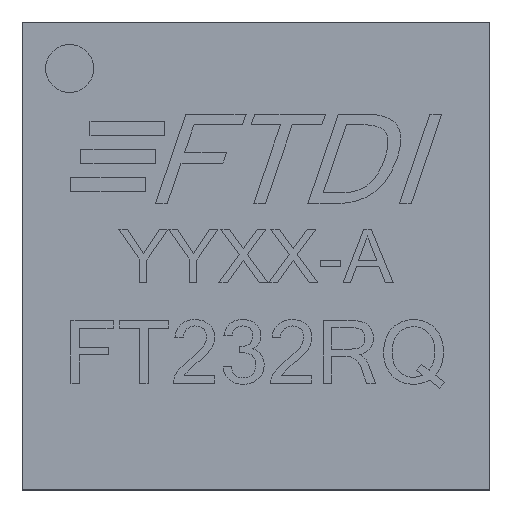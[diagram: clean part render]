
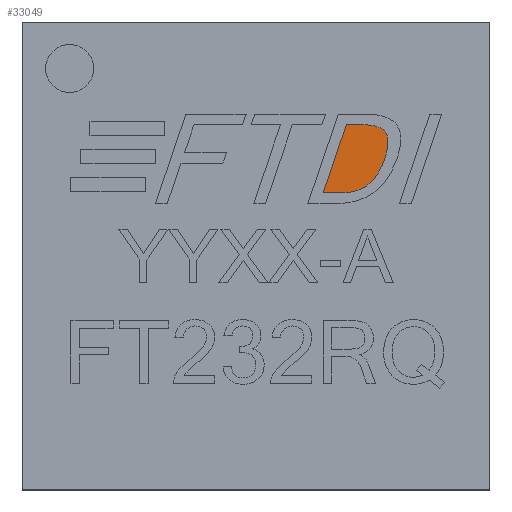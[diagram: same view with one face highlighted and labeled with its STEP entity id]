
A CAD part, top view. The second image highlights one B-rep face of the part: STEP entity #33049.
In plain terms, the highlighted planar face has unit normal (0, 0, 1).
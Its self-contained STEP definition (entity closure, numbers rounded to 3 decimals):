
#14812 = AXIS2_PLACEMENT_3D ( 'NONE', #14912, #14911, #14910 ) ;
#14855 = FACE_OUTER_BOUND ( 'NONE', #32958, .T. ) ;
#14890 = PLANE ( 'NONE',  #14812 ) ;
#14910 = DIRECTION ( 'NONE',  ( 1., 0., 0. ) ) ;
#14911 = DIRECTION ( 'NONE',  ( 0., 0., 1. ) ) ;
#14912 = CARTESIAN_POINT ( 'NONE',  ( 0., 0., 0.8 ) ) ;
#15148 = CARTESIAN_POINT ( 'NONE',  ( 1.401, -1.14, 0.8 ) ) ;
#15171 = CARTESIAN_POINT ( 'NONE',  ( 0.673, -0.806, 0.8 ) ) ;
#15172 = LINE ( 'NONE', #15171, #15214 ) ;
#15203 = DIRECTION ( 'NONE',  ( -0.947, 0.322, 0. ) ) ;
#15204 = VECTOR ( 'NONE', #15203, 1000. ) ;
#15205 = CARTESIAN_POINT ( 'NONE',  ( 1.037, -0.843, 0.8 ) ) ;
#15206 = LINE ( 'NONE', #15205, #15204 ) ;
#15213 = DIRECTION ( 'NONE',  ( 0., -1., 0. ) ) ;
#15214 = VECTOR ( 'NONE', #15213, 1000. ) ;
#15224 = CARTESIAN_POINT ( 'NONE',  ( 1.214, -1.435, 0.8 ) ) ;
#15225 = CARTESIAN_POINT ( 'NONE',  ( 1.307, -1.392, 0.8 ) ) ;
#15232 = CARTESIAN_POINT ( 'NONE',  ( 0.866, -1.318, 0.8 ) ) ;
#15233 = CARTESIAN_POINT ( 'NONE',  ( 1.042, -1.377, 0.8 ) ) ;
#15288 = CARTESIAN_POINT ( 'NONE',  ( 0.673, -0.893, 0.8 ) ) ;
#15346 = CARTESIAN_POINT ( 'NONE',  ( 1.401, -0.966, 0.8 ) ) ;
#15416 = DIRECTION ( 'NONE',  ( 0., 1., 0. ) ) ;
#15417 = VECTOR ( 'NONE', #15416, 1000. ) ;
#15418 = CARTESIAN_POINT ( 'NONE',  ( 1.401, -1.053, 0.8 ) ) ;
#15422 = LINE ( 'NONE', #15418, #15417 ) ;
#15477 = B_SPLINE_CURVE_WITH_KNOTS ( 'NONE', 2,
 ( #15686, #15232, #42581 ),
 .UNSPECIFIED., .F., .F.,
 ( 3, 3 ),
 ( 0., 0. ),
 .UNSPECIFIED. ) ;
#15546 = CARTESIAN_POINT ( 'NONE',  ( 0.673, -0.719, 0.8 ) ) ;
#15612 = CARTESIAN_POINT ( 'NONE',  ( 1.401, -1.14, 0.8 ) ) ;
#15613 = CARTESIAN_POINT ( 'NONE',  ( 1.401, -1.349, 0.8 ) ) ;
#15614 = CARTESIAN_POINT ( 'NONE',  ( 1.307, -1.392, 0.8 ) ) ;
#15621 = CARTESIAN_POINT ( 'NONE',  ( 1.042, -1.377, 0.8 ) ) ;
#15625 = B_SPLINE_CURVE_WITH_KNOTS ( 'NONE', 2,
 ( #15614, #15613, #15612 ),
 .UNSPECIFIED., .F., .F.,
 ( 3, 3 ),
 ( 0., 0. ),
 .UNSPECIFIED. ) ;
#15685 = B_SPLINE_CURVE_WITH_KNOTS ( 'NONE', 2,
 ( #15233, #15224, #15225 ),
 .UNSPECIFIED., .F., .F.,
 ( 3, 3 ),
 ( 0., 0. ),
 .UNSPECIFIED. ) ;
#15686 = CARTESIAN_POINT ( 'NONE',  ( 0.77, -1.209, 0.8 ) ) ;
#15703 = CARTESIAN_POINT ( 'NONE',  ( 0.77, -1.209, 0.8 ) ) ;
#15736 = CARTESIAN_POINT ( 'NONE',  ( 1.307, -1.392, 0.8 ) ) ;
#15848 = B_SPLINE_CURVE_WITH_KNOTS ( 'NONE', 2,
 ( #15902, #15901, #15884 ),
 .UNSPECIFIED., .F., .F.,
 ( 3, 3 ),
 ( 0., 0. ),
 .UNSPECIFIED. ) ;
#15884 = CARTESIAN_POINT ( 'NONE',  ( 0.77, -1.209, 0.8 ) ) ;
#15901 = CARTESIAN_POINT ( 'NONE',  ( 0.673, -1.101, 0.8 ) ) ;
#15902 = CARTESIAN_POINT ( 'NONE',  ( 0.673, -0.893, 0.8 ) ) ;
#32958 = EDGE_LOOP ( 'NONE', ( #33046, #33245, #33194, #33044, #33295, #33262, #33287 ) ) ;
#33044 = ORIENTED_EDGE ( 'NONE', *, *, #33329, .T. ) ;
#33046 = ORIENTED_EDGE ( 'NONE', *, *, #33198, .T. ) ;
#33049 = ADVANCED_FACE ( 'NONE', ( #14855 ), #14890, .T. ) ;
#33136 = VERTEX_POINT ( 'NONE', #15148 ) ;
#33145 = EDGE_CURVE ( 'NONE', #33236, #33179, #15172, .T. ) ;
#33148 = EDGE_CURVE ( 'NONE', #33199, #33236, #15206, .T. ) ;
#33179 = VERTEX_POINT ( 'NONE', #15288 ) ;
#33194 = ORIENTED_EDGE ( 'NONE', *, *, #33145, .T. ) ;
#33198 = EDGE_CURVE ( 'NONE', #33136, #33199, #15422, .T. ) ;
#33199 = VERTEX_POINT ( 'NONE', #15346 ) ;
#33236 = VERTEX_POINT ( 'NONE', #15546 ) ;
#33245 = ORIENTED_EDGE ( 'NONE', *, *, #33148, .T. ) ;
#33262 = ORIENTED_EDGE ( 'NONE', *, *, #33296, .T. ) ;
#33263 = EDGE_CURVE ( 'NONE', #33298, #33136, #15625, .T. ) ;
#33269 = VERTEX_POINT ( 'NONE', #15621 ) ;
#33285 = VERTEX_POINT ( 'NONE', #15703 ) ;
#33287 = ORIENTED_EDGE ( 'NONE', *, *, #33263, .T. ) ;
#33295 = ORIENTED_EDGE ( 'NONE', *, *, #33297, .T. ) ;
#33296 = EDGE_CURVE ( 'NONE', #33269, #33298, #15685, .T. ) ;
#33297 = EDGE_CURVE ( 'NONE', #33285, #33269, #15477, .T. ) ;
#33298 = VERTEX_POINT ( 'NONE', #15736 ) ;
#33329 = EDGE_CURVE ( 'NONE', #33179, #33285, #15848, .T. ) ;
#42581 = CARTESIAN_POINT ( 'NONE',  ( 1.042, -1.377, 0.8 ) ) ;
